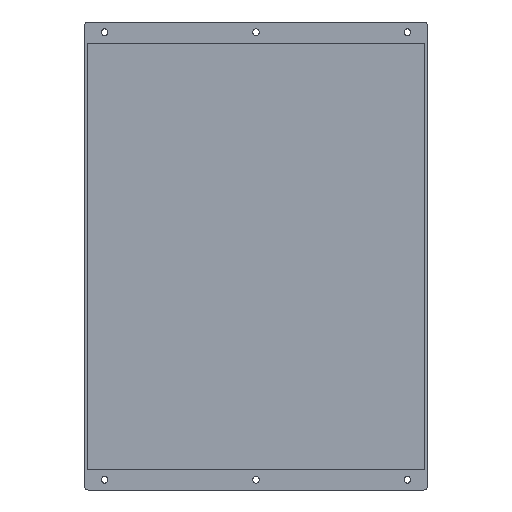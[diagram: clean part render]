
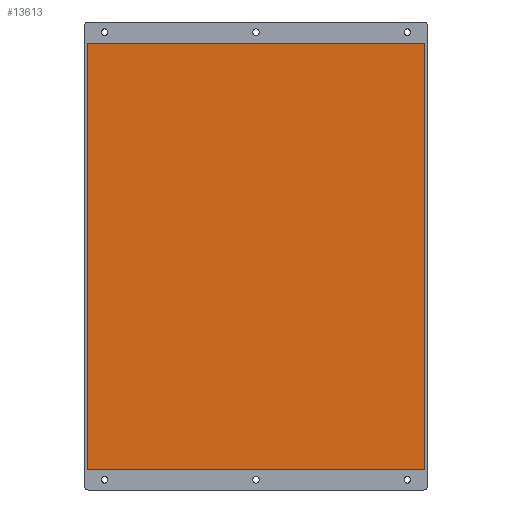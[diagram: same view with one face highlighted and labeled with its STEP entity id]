
A CAD part, front view. The second image highlights one B-rep face of the part: STEP entity #13613.
In plain terms, the highlighted planar face has unit normal (0, -1, 0).
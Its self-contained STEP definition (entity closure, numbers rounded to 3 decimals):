
#209=PLANE('',#14727);
#1296=FACE_OUTER_BOUND('',#2042,.T.);
#2042=EDGE_LOOP('',(#9713,#9714,#9715,#9716));
#2833=LINE('',#19644,#4474);
#2834=LINE('',#19646,#4475);
#2835=LINE('',#19648,#4476);
#2836=LINE('',#19649,#4477);
#4474=VECTOR('',#15887,10.);
#4475=VECTOR('',#15888,10.);
#4476=VECTOR('',#15889,10.);
#4477=VECTOR('',#15890,10.);
#6404=VERTEX_POINT('',#19642);
#6405=VERTEX_POINT('',#19643);
#6406=VERTEX_POINT('',#19645);
#6407=VERTEX_POINT('',#19647);
#7695=EDGE_CURVE('',#6404,#6405,#2833,.T.);
#7696=EDGE_CURVE('',#6405,#6406,#2834,.T.);
#7697=EDGE_CURVE('',#6406,#6407,#2835,.T.);
#7698=EDGE_CURVE('',#6407,#6404,#2836,.T.);
#9713=ORIENTED_EDGE('',*,*,#7695,.T.);
#9714=ORIENTED_EDGE('',*,*,#7696,.T.);
#9715=ORIENTED_EDGE('',*,*,#7697,.T.);
#9716=ORIENTED_EDGE('',*,*,#7698,.T.);
#13613=ADVANCED_FACE('',(#1296),#209,.T.);
#14727=AXIS2_PLACEMENT_3D('',#19641,#15885,#15886);
#15885=DIRECTION('center_axis',(0.,-1.,0.));
#15886=DIRECTION('ref_axis',(0.,0.,-1.));
#15887=DIRECTION('',(-1.,0.,0.));
#15888=DIRECTION('',(0.,0.,-1.));
#15889=DIRECTION('',(1.,0.,0.));
#15890=DIRECTION('',(0.,0.,1.));
#19641=CARTESIAN_POINT('Origin',(-83.8,-0.8,-105.85));
#19642=CARTESIAN_POINT('',(0.,-0.8,0.));
#19643=CARTESIAN_POINT('',(-167.6,-0.8,0.));
#19644=CARTESIAN_POINT('',(0.,-0.8,0.));
#19645=CARTESIAN_POINT('',(-167.6,-0.8,-211.7));
#19646=CARTESIAN_POINT('',(-167.6,-0.8,0.));
#19647=CARTESIAN_POINT('',(0.,-0.8,-211.7));
#19648=CARTESIAN_POINT('',(-167.6,-0.8,-211.7));
#19649=CARTESIAN_POINT('',(0.,-0.8,-211.7));
